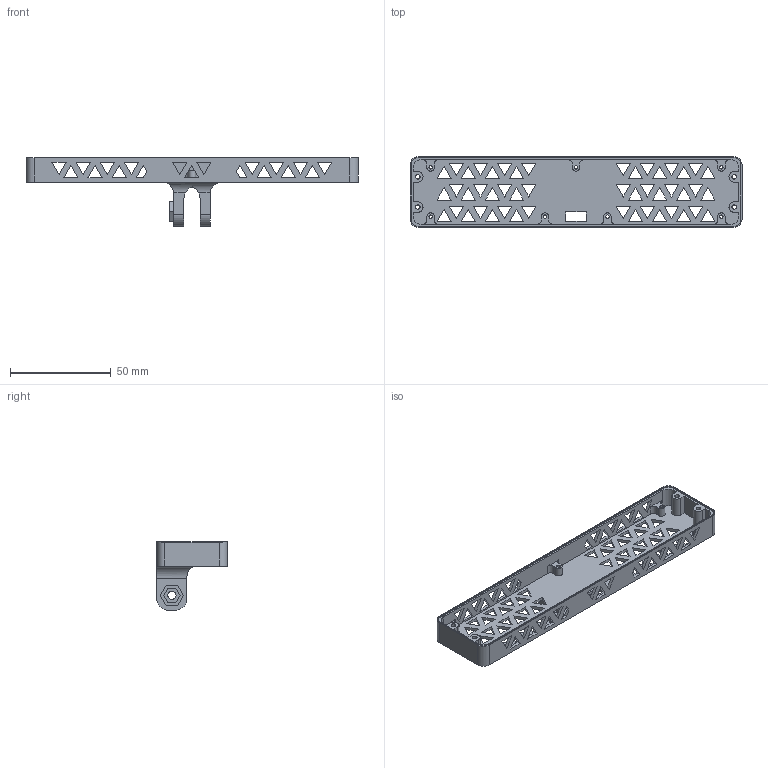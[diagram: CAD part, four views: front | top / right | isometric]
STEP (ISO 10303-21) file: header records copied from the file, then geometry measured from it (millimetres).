
FILE_DESCRIPTION (( 'STEP AP214' ), '1' );
FILE_NAME ('CameraBasev1.STEP', '2024-04-22T11:02:36', ( '' ), ( '' ), 'SwSTEP 2.0', 'SolidWorks 2024', '' );
FILE_SCHEMA (( 'AUTOMOTIVE_DESIGN' ));
Length unit declared in the file: millimetre
Products named in the file (1): CameraBasev1
Bounding box: 165 x 35 x 34.2 mm (x, y, z)
Volume: 17023.8 mm3; surface area: 22433.9 mm2
Topology: 1 solids, 1 shells, 414 faces, 1215 edges, 810 vertices
Faces by surface type: plane 332, cylinder 82
Entity records: 14102 total; most frequent: CARTESIAN_POINT 2528, ORIENTED_EDGE 2430, DIRECTION 2197, EDGE_CURVE 1215, LINE 1047, VECTOR 1047, VERTEX_POINT 810, EDGE_LOOP 615
